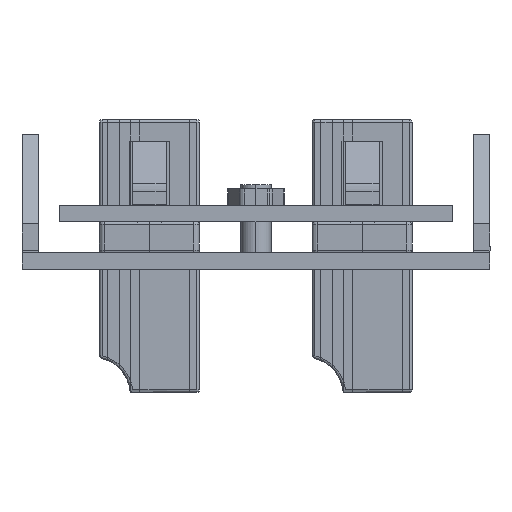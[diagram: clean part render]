
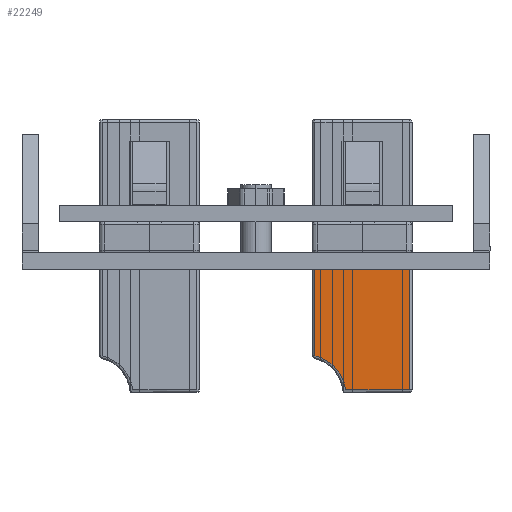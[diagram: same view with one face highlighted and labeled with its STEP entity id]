
A CAD part, left-side view. The second image highlights one B-rep face of the part: STEP entity #22249.
In plain terms, the highlighted face is planar.
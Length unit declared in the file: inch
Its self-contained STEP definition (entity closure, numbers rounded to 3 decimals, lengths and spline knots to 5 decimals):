
#493 = DIRECTION ( 'NONE',  ( -1., 0., 0. ) ) ;
#1500 = DIRECTION ( 'NONE',  ( 0., -1., 0. ) ) ;
#3481 = EDGE_CURVE ( 'NONE', #44429, #45047, #6078, .T. ) ;
#6078 = LINE ( 'NONE', #48970, #46652 ) ;
#9089 = AXIS2_PLACEMENT_3D ( 'NONE', #49654, #16581, #55212 ) ;
#10365 = VECTOR ( 'NONE', #64251, 39.37008 ) ;
#12072 = LINE ( 'NONE', #25567, #10365 ) ;
#15931 = CARTESIAN_POINT ( 'NONE',  ( -0.5045, 0.185, -0.51 ) ) ;
#16581 = DIRECTION ( 'NONE',  ( 0., 0., 1. ) ) ;
#19075 = VECTOR ( 'NONE', #63068, 39.37008 ) ;
#22249 = ADVANCED_FACE ( 'NONE', ( #53114 ), #32557, .F. ) ;
#25526 = LINE ( 'NONE', #39402, #40228 ) ;
#25567 = CARTESIAN_POINT ( 'NONE',  ( -0.0015, 0.185, -0.51 ) ) ;
#27577 = VERTEX_POINT ( 'NONE', #31269 ) ;
#30500 = CIRCLE ( 'NONE', #9089, 0.15 ) ;
#30689 = ORIENTED_EDGE ( 'NONE', *, *, #62488, .T. ) ;
#31269 = CARTESIAN_POINT ( 'NONE',  ( -0.0015, 0.175, -0.51 ) ) ;
#31388 = ORIENTED_EDGE ( 'NONE', *, *, #32035, .T. ) ;
#32035 = EDGE_CURVE ( 'NONE', #45047, #27577, #12072, .T. ) ;
#32557 = PLANE ( 'NONE',  #42806 ) ;
#35486 = LINE ( 'NONE', #63314, #19075 ) ;
#38141 = DIRECTION ( 'NONE',  ( 1., 0., 0. ) ) ;
#39402 = CARTESIAN_POINT ( 'NONE',  ( 0.4945, 0.185, -0.51 ) ) ;
#40228 = VECTOR ( 'NONE', #1500, 39.37008 ) ;
#41173 = CARTESIAN_POINT ( 'NONE',  ( 0.36864, 0.175, -0.51 ) ) ;
#42806 = AXIS2_PLACEMENT_3D ( 'NONE', #15931, #71240, #38141 ) ;
#44011 = EDGE_CURVE ( 'NONE', #55911, #44429, #25526, .T. ) ;
#44369 = ORIENTED_EDGE ( 'NONE', *, *, #70946, .T. ) ;
#44429 = VERTEX_POINT ( 'NONE', #57654 ) ;
#45047 = VERTEX_POINT ( 'NONE', #53715 ) ;
#46652 = VECTOR ( 'NONE', #493, 39.37008 ) ;
#48970 = CARTESIAN_POINT ( 'NONE',  ( -0.5045, -0.175, -0.51 ) ) ;
#49654 = CARTESIAN_POINT ( 'NONE',  ( 0.5145, 0.21, -0.51 ) ) ;
#53114 = FACE_OUTER_BOUND ( 'NONE', #66088, .T. ) ;
#53715 = CARTESIAN_POINT ( 'NONE',  ( -0.0015, -0.175, -0.51 ) ) ;
#55212 = DIRECTION ( 'NONE',  ( 1., 0., 0. ) ) ;
#55911 = VERTEX_POINT ( 'NONE', #56482 ) ;
#56482 = CARTESIAN_POINT ( 'NONE',  ( 0.4945, 0.06134, -0.51 ) ) ;
#57654 = CARTESIAN_POINT ( 'NONE',  ( 0.4945, -0.175, -0.51 ) ) ;
#59368 = VERTEX_POINT ( 'NONE', #41173 ) ;
#62488 = EDGE_CURVE ( 'NONE', #27577, #59368, #35486, .T. ) ;
#63068 = DIRECTION ( 'NONE',  ( 1., 0., 0. ) ) ;
#63314 = CARTESIAN_POINT ( 'NONE',  ( 0.37675, 0.175, -0.51 ) ) ;
#64251 = DIRECTION ( 'NONE',  ( 0., 1., 0. ) ) ;
#66088 = EDGE_LOOP ( 'NONE', ( #70036, #69140, #31388, #30689, #44369 ) ) ;
#69140 = ORIENTED_EDGE ( 'NONE', *, *, #3481, .T. ) ;
#70036 = ORIENTED_EDGE ( 'NONE', *, *, #44011, .T. ) ;
#70946 = EDGE_CURVE ( 'NONE', #59368, #55911, #30500, .T. ) ;
#71240 = DIRECTION ( 'NONE',  ( 0., 0., 1. ) ) ;
